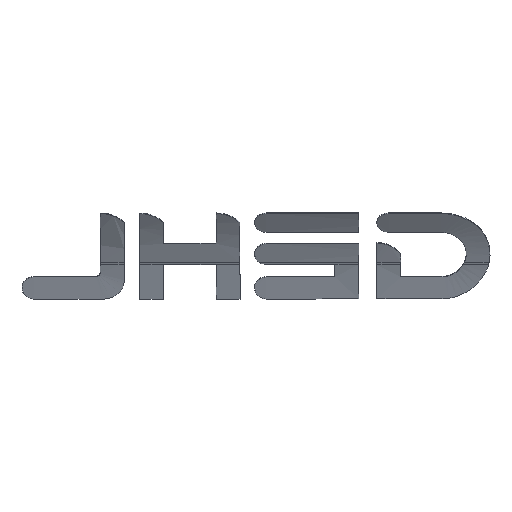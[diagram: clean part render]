
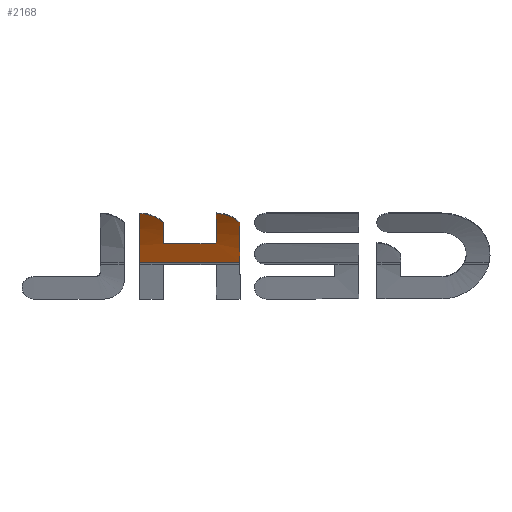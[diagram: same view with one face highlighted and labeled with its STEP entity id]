
A CAD part, front view. The second image highlights one B-rep face of the part: STEP entity #2168.
In plain terms, the highlighted cylindrical face has radius 366.903 mm (diameter 733.806 mm), a partial arc.
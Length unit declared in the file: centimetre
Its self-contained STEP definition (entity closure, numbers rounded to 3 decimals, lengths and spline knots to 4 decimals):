
#42 = AXIS2_PLACEMENT_3D ( 'NONE', #1688, #3350, #3034 ) ;
#79 = CARTESIAN_POINT ( 'NONE',  ( 3.9919, -189.361, 99.0172 ) ) ;
#92 = CARTESIAN_POINT ( 'NONE',  ( 14.6388, -189.5931, 98.733 ) ) ;
#114 = CARTESIAN_POINT ( 'NONE',  ( 16.129, -189.1189, 99.3077 ) ) ;
#123 = CARTESIAN_POINT ( 'NONE',  ( 3.8467, -189.4141, 98.9527 ) ) ;
#185 = ORIENTED_EDGE ( 'NONE', *, *, #3217, .F. ) ;
#196 = EDGE_CURVE ( 'NONE', #1551, #1013, #3339, .T. ) ;
#221 = CARTESIAN_POINT ( 'NONE',  ( 0.2735, -193.7567, 92.3083 ) ) ;
#334 = AXIS2_PLACEMENT_3D ( 'NONE', #2082, #3122, #2741 ) ;
#366 = CARTESIAN_POINT ( 'NONE',  ( 3.4315, -189.5931, 98.733 ) ) ;
#378 = EDGE_CURVE ( 'NONE', #1087, #1932, #1512, .T. ) ;
#388 = CARTESIAN_POINT ( 'NONE',  ( 3.5661, -189.5303, 98.8105 ) ) ;
#399 = CARTESIAN_POINT ( 'NONE',  ( 15.054, -189.4141, 98.9527 ) ) ;
#438 = CARTESIAN_POINT ( 'NONE',  ( 5.9134, -189.0191, 99.4257 ) ) ;
#460 = CARTESIAN_POINT ( 'NONE',  ( 2.6122, -190.1102, 98.0776 ) ) ;
#514 = ORIENTED_EDGE ( 'NONE', *, *, #823, .F. ) ;
#735 = CARTESIAN_POINT ( 'NONE',  ( 14.7734, -189.5303, 98.8105 ) ) ;
#768 = CARTESIAN_POINT ( 'NONE',  ( 4.4458, -189.2231, 99.1835 ) ) ;
#783 = CARTESIAN_POINT ( 'NONE',  ( 13.8195, -190.1102, 98.0776 ) ) ;
#793 = VERTEX_POINT ( 'NONE', #2148 ) ;
#823 = EDGE_CURVE ( 'NONE', #793, #3463, #3539, .T. ) ;
#894 = CARTESIAN_POINT ( 'NONE',  ( 2.6122, -193.7567, 92.3083 ) ) ;
#908 = CARTESIAN_POINT ( 'NONE',  ( 6.0811, -189.0191, 99.4257 ) ) ;
#980 = CIRCLE ( 'NONE', #334, 36.6903 ) ;
#1003 = CARTESIAN_POINT ( 'NONE',  ( 6.0811, -192.2368, 95.0081 ) ) ;
#1013 = VERTEX_POINT ( 'NONE', #894 ) ;
#1087 = VERTEX_POINT ( 'NONE', #4356 ) ;
#1117 = CARTESIAN_POINT ( 'NONE',  ( 17.2884, -189.0191, 99.4257 ) ) ;
#1128 = CARTESIAN_POINT ( 'NONE',  ( 6.0811, -189.0191, 99.4257 ) ) ;
#1139 = CARTESIAN_POINT ( 'NONE',  ( 0.2735, -192.2368, 95.0081 ) ) ;
#1182 = EDGE_CURVE ( 'NONE', #1220, #3998, #3865, .T. ) ;
#1220 = VERTEX_POINT ( 'NONE', #1929 ) ;
#1240 = ORIENTED_EDGE ( 'NONE', *, *, #3195, .F. ) ;
#1359 = DIRECTION ( 'NONE',  ( 1., 0., 0. ) ) ;
#1450 = CARTESIAN_POINT ( 'NONE',  ( 5.2481, -189.0692, 99.3666 ) ) ;
#1496 = CARTESIAN_POINT ( 'NONE',  ( 4.9217, -189.1189, 99.3077 ) ) ;
#1512 = B_SPLINE_CURVE_WITH_KNOTS ( 'NONE', 3,
 ( #460, #2449, #1824, #3174, #4179, #366, #388, #123, #79, #1757, #768, #2840, #1496, #1450, #2796, #4158, #438, #1128 ),
 .UNSPECIFIED., .F., .F.,
 ( 4, 2, 2, 2, 2, 2, 2, 2, 4 ),
 ( 0., 0.125, 0.25, 0.375, 0.5, 0.625, 0.75, 0.875, 1. ),
 .UNSPECIFIED. ) ;
#1551 = VERTEX_POINT ( 'NONE', #3642 ) ;
#1560 = AXIS2_PLACEMENT_3D ( 'NONE', #2424, #2180, #2813 ) ;
#1630 = CIRCLE ( 'NONE', #4106, 36.6903 ) ;
#1668 = ORIENTED_EDGE ( 'NONE', *, *, #2547, .F. ) ;
#1679 = EDGE_CURVE ( 'NONE', #1220, #793, #3743, .T. ) ;
#1688 = CARTESIAN_POINT ( 'NONE',  ( 13.8195, -161.0532, 75.6751 ) ) ;
#1716 = DIRECTION ( 'NONE',  ( 0., 0., 1. ) ) ;
#1757 = CARTESIAN_POINT ( 'NONE',  ( 4.2919, -189.2654, 99.1327 ) ) ;
#1824 = CARTESIAN_POINT ( 'NONE',  ( 2.8209, -189.9495, 98.2847 ) ) ;
#1929 = CARTESIAN_POINT ( 'NONE',  ( 13.8195, -190.1102, 98.0776 ) ) ;
#1932 = VERTEX_POINT ( 'NONE', #908 ) ;
#1989 = AXIS2_PLACEMENT_3D ( 'NONE', #2382, #3731, #1716 ) ;
#2058 = CARTESIAN_POINT ( 'NONE',  ( 17.1207, -189.0191, 99.4257 ) ) ;
#2082 = CARTESIAN_POINT ( 'NONE',  ( 17.2884, -161.0532, 75.6751 ) ) ;
#2102 = CARTESIAN_POINT ( 'NONE',  ( 15.6532, -189.2231, 99.1835 ) ) ;
#2148 = CARTESIAN_POINT ( 'NONE',  ( 13.8195, -192.2368, 95.0081 ) ) ;
#2152 = CARTESIAN_POINT ( 'NONE',  ( 14.3813, -189.7276, 98.5655 ) ) ;
#2168 = ADVANCED_FACE ( 'NONE', ( #4202 ), #3101, .F. ) ;
#2171 = DIRECTION ( 'NONE',  ( -1., 0., 0. ) ) ;
#2177 = ORIENTED_EDGE ( 'NONE', *, *, #196, .T. ) ;
#2180 = DIRECTION ( 'NONE',  ( -1., 0., 0. ) ) ;
#2200 = CIRCLE ( 'NONE', #1989, 36.6903 ) ;
#2382 = CARTESIAN_POINT ( 'NONE',  ( 6.0811, -161.0532, 75.6751 ) ) ;
#2391 = CARTESIAN_POINT ( 'NONE',  ( 13.9201, -190.0283, 98.1839 ) ) ;
#2424 = CARTESIAN_POINT ( 'NONE',  ( 0.2735, -161.0532, 75.6751 ) ) ;
#2449 = CARTESIAN_POINT ( 'NONE',  ( 2.7128, -190.0283, 98.1839 ) ) ;
#2460 = CARTESIAN_POINT ( 'NONE',  ( 14.2591, -189.799, 98.4758 ) ) ;
#2547 = EDGE_CURVE ( 'NONE', #1551, #3998, #980, .T. ) ;
#2706 = DIRECTION ( 'NONE',  ( 0., 0., 1. ) ) ;
#2730 = DIRECTION ( 'NONE',  ( -1., 0., 0. ) ) ;
#2741 = DIRECTION ( 'NONE',  ( 0., 0., 1. ) ) ;
#2796 = CARTESIAN_POINT ( 'NONE',  ( 5.413, -189.0504, 99.3887 ) ) ;
#2813 = DIRECTION ( 'NONE',  ( 0., -0.891, 0.453 ) ) ;
#2828 = CARTESIAN_POINT ( 'NONE',  ( 16.6204, -189.0504, 99.3887 ) ) ;
#2840 = CARTESIAN_POINT ( 'NONE',  ( 4.7611, -189.1497, 99.2711 ) ) ;
#2863 = ORIENTED_EDGE ( 'NONE', *, *, #1679, .F. ) ;
#2912 = CARTESIAN_POINT ( 'NONE',  ( 17.2884, -189.0191, 99.4257 ) ) ;
#2947 = ORIENTED_EDGE ( 'NONE', *, *, #1182, .T. ) ;
#3034 = DIRECTION ( 'NONE',  ( 0., 0., 1. ) ) ;
#3056 = EDGE_LOOP ( 'NONE', ( #1668, #2177, #1240, #3848, #185, #514, #2863, #2947 ) ) ;
#3101 = CYLINDRICAL_SURFACE ( 'NONE', #1560, 36.6903 ) ;
#3122 = DIRECTION ( 'NONE',  ( -1., 0., 0. ) ) ;
#3161 = CARTESIAN_POINT ( 'NONE',  ( 14.0282, -189.9495, 98.2847 ) ) ;
#3174 = CARTESIAN_POINT ( 'NONE',  ( 3.0518, -189.799, 98.4758 ) ) ;
#3195 = EDGE_CURVE ( 'NONE', #1087, #1013, #1630, .T. ) ;
#3217 = EDGE_CURVE ( 'NONE', #3463, #1932, #2200, .T. ) ;
#3339 = LINE ( 'NONE', #221, #4040 ) ;
#3350 = DIRECTION ( 'NONE',  ( 1., 0., 0. ) ) ;
#3451 = CARTESIAN_POINT ( 'NONE',  ( 15.9685, -189.1497, 99.2711 ) ) ;
#3463 = VERTEX_POINT ( 'NONE', #1003 ) ;
#3539 = LINE ( 'NONE', #1139, #4182 ) ;
#3642 = CARTESIAN_POINT ( 'NONE',  ( 17.2884, -193.7567, 92.3083 ) ) ;
#3731 = DIRECTION ( 'NONE',  ( -1., 0., 0. ) ) ;
#3741 = CARTESIAN_POINT ( 'NONE',  ( 16.4554, -189.0692, 99.3666 ) ) ;
#3743 = CIRCLE ( 'NONE', #42, 36.6903 ) ;
#3809 = CARTESIAN_POINT ( 'NONE',  ( 15.4992, -189.2654, 99.1327 ) ) ;
#3848 = ORIENTED_EDGE ( 'NONE', *, *, #378, .T. ) ;
#3865 = B_SPLINE_CURVE_WITH_KNOTS ( 'NONE', 3,
 ( #783, #2391, #3161, #2460, #2152, #92, #735, #399, #4171, #3809, #2102, #3451, #114, #3741, #2828, #4194, #2058, #1117 ),
 .UNSPECIFIED., .F., .F.,
 ( 4, 2, 2, 2, 2, 2, 2, 2, 4 ),
 ( 0., 0.125, 0.25, 0.375, 0.5, 0.625, 0.75, 0.875, 1. ),
 .UNSPECIFIED. ) ;
#3998 = VERTEX_POINT ( 'NONE', #2912 ) ;
#4040 = VECTOR ( 'NONE', #2730, 100. ) ;
#4106 = AXIS2_PLACEMENT_3D ( 'NONE', #4415, #1359, #2706 ) ;
#4158 = CARTESIAN_POINT ( 'NONE',  ( 5.7462, -189.0253, 99.4183 ) ) ;
#4171 = CARTESIAN_POINT ( 'NONE',  ( 15.1993, -189.361, 99.0172 ) ) ;
#4179 = CARTESIAN_POINT ( 'NONE',  ( 3.174, -189.7276, 98.5655 ) ) ;
#4182 = VECTOR ( 'NONE', #2171, 100. ) ;
#4194 = CARTESIAN_POINT ( 'NONE',  ( 16.9535, -189.0253, 99.4183 ) ) ;
#4202 = FACE_OUTER_BOUND ( 'NONE', #3056, .T. ) ;
#4356 = CARTESIAN_POINT ( 'NONE',  ( 2.6122, -190.1102, 98.0776 ) ) ;
#4415 = CARTESIAN_POINT ( 'NONE',  ( 2.6122, -161.0532, 75.6751 ) ) ;
